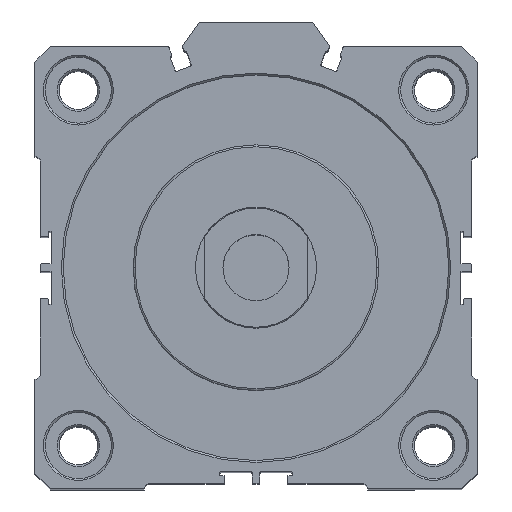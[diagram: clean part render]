
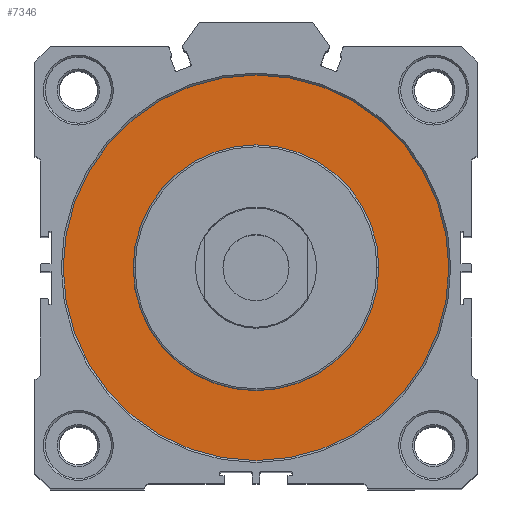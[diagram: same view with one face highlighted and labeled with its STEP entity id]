
A CAD part, top view. The second image highlights one B-rep face of the part: STEP entity #7346.
In plain terms, the highlighted planar face has unit normal (0, 0, 1).
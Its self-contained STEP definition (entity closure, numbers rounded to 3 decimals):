
#176 = DIRECTION ( 'NONE',  ( 1., 0., 0. ) ) ;
#476 = AXIS2_PLACEMENT_3D ( 'NONE', #2801, #3427, #7820 ) ;
#951 = EDGE_CURVE ( 'NONE', #4558, #7354, #5425, .T. ) ;
#1025 = CIRCLE ( 'NONE', #1844, 32.5 ) ;
#1382 = AXIS2_PLACEMENT_3D ( 'NONE', #7770, #4014, #176 ) ;
#1819 = VERTEX_POINT ( 'NONE', #7789 ) ;
#1844 = AXIS2_PLACEMENT_3D ( 'NONE', #6555, #2800, #7188 ) ;
#2135 = DIRECTION ( 'NONE',  ( 0., 0., 1. ) ) ;
#2630 = CIRCLE ( 'NONE', #7765, 51. ) ;
#2800 = DIRECTION ( 'NONE',  ( 0., 0., 1. ) ) ;
#2801 = CARTESIAN_POINT ( 'NONE',  ( 0., 0., 73.5 ) ) ;
#2938 = FACE_BOUND ( 'NONE', #5838, .T. ) ;
#3224 = ORIENTED_EDGE ( 'NONE', *, *, #6009, .T. ) ;
#3304 = FACE_OUTER_BOUND ( 'NONE', #6329, .T. ) ;
#3427 = DIRECTION ( 'NONE',  ( 0., 0., 1. ) ) ;
#3698 = EDGE_CURVE ( 'NONE', #1819, #3785, #1025, .T. ) ;
#3785 = VERTEX_POINT ( 'NONE', #4741 ) ;
#3983 = ORIENTED_EDGE ( 'NONE', *, *, #6657, .F. ) ;
#4014 = DIRECTION ( 'NONE',  ( 0., 0., 1. ) ) ;
#4166 = AXIS2_PLACEMENT_3D ( 'NONE', #6328, #5053, #7672 ) ;
#4241 = ORIENTED_EDGE ( 'NONE', *, *, #3698, .F. ) ;
#4294 = ORIENTED_EDGE ( 'NONE', *, *, #951, .T. ) ;
#4393 = CIRCLE ( 'NONE', #1382, 32.5 ) ;
#4558 = VERTEX_POINT ( 'NONE', #6964 ) ;
#4695 = CARTESIAN_POINT ( 'NONE',  ( 51., 0., 73.5 ) ) ;
#4741 = CARTESIAN_POINT ( 'NONE',  ( 32.5, 0., 73.5 ) ) ;
#5053 = DIRECTION ( 'NONE',  ( 0., 0., 1. ) ) ;
#5425 = CIRCLE ( 'NONE', #4166, 51. ) ;
#5838 = EDGE_LOOP ( 'NONE', ( #4241, #3983 ) ) ;
#5906 = CARTESIAN_POINT ( 'NONE',  ( 0., 0., 73.5 ) ) ;
#6009 = EDGE_CURVE ( 'NONE', #7354, #4558, #2630, .T. ) ;
#6328 = CARTESIAN_POINT ( 'NONE',  ( 0., 0., 73.5 ) ) ;
#6329 = EDGE_LOOP ( 'NONE', ( #3224, #4294 ) ) ;
#6535 = DIRECTION ( 'NONE',  ( 1., 0., 0. ) ) ;
#6555 = CARTESIAN_POINT ( 'NONE',  ( 0., 0., 73.5 ) ) ;
#6657 = EDGE_CURVE ( 'NONE', #3785, #1819, #4393, .T. ) ;
#6964 = CARTESIAN_POINT ( 'NONE',  ( -51., 0., 73.5 ) ) ;
#7188 = DIRECTION ( 'NONE',  ( 1., 0., 0. ) ) ;
#7189 = PLANE ( 'NONE',  #476 ) ;
#7346 = ADVANCED_FACE ( 'NONE', ( #2938, #3304 ), #7189, .T. ) ;
#7354 = VERTEX_POINT ( 'NONE', #4695 ) ;
#7672 = DIRECTION ( 'NONE',  ( 1., 0., 0. ) ) ;
#7765 = AXIS2_PLACEMENT_3D ( 'NONE', #5906, #2135, #6535 ) ;
#7770 = CARTESIAN_POINT ( 'NONE',  ( 0., 0., 73.5 ) ) ;
#7789 = CARTESIAN_POINT ( 'NONE',  ( -32.5, 0., 73.5 ) ) ;
#7820 = DIRECTION ( 'NONE',  ( 1., 0., 0. ) ) ;
